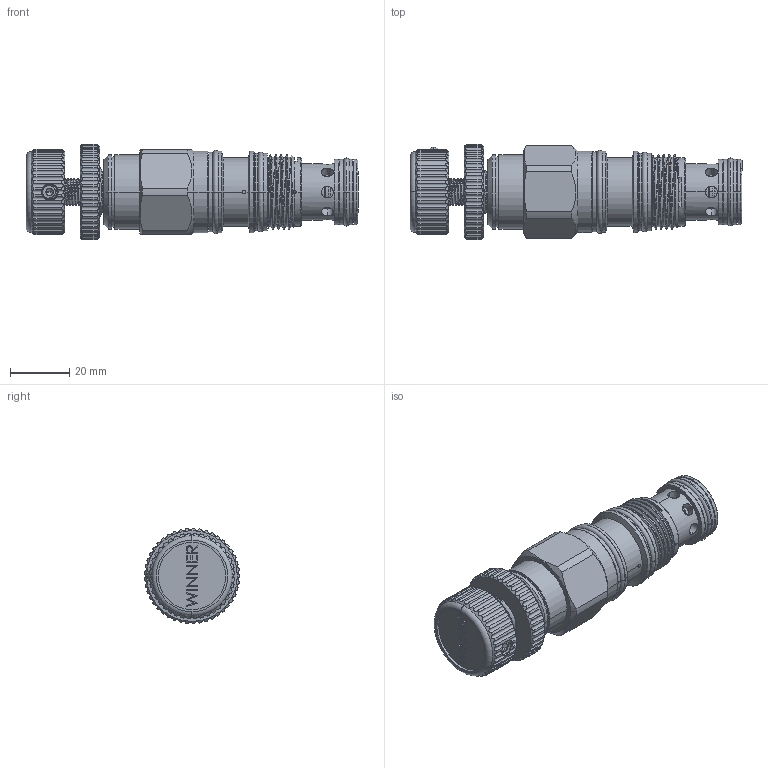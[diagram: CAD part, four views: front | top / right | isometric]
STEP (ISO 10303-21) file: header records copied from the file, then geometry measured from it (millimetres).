
FILE_DESCRIPTION (( 'STEP AP203' ), '1' );
FILE_NAME ('RV2A30-K-85.STEP', '2020-03-24T07:22:14', ( '' ), ( '' ), 'SwSTEP 2.0', 'SolidWorks 2018', '' );
FILE_SCHEMA (( 'CONFIG_CONTROL_DESIGN' ));
Products named in the file (1): RV2A30-K-85
Bounding box: 112.09 x 32.18 x 32.2 mm (x, y, z)
Volume: 54036.3 mm3; surface area: 20456.8 mm2
Topology: 10 solids, 10 shells, 1369 faces, 3884 edges, 2472 vertices
Faces by surface type: cylinder 900, plane 220, cone 99, torus 86, bspline 58, sphere 6
Entity records: 99431 total; most frequent: CARTESIAN_POINT 66305, ORIENTED_EDGE 7714, DIRECTION 5583, EDGE_CURVE 3857, VERTEX_POINT 2469, AXIS2_PLACEMENT_3D 2148, EDGE_LOOP 1798, B_SPLINE_CURVE_WITH_KNOTS 1553
